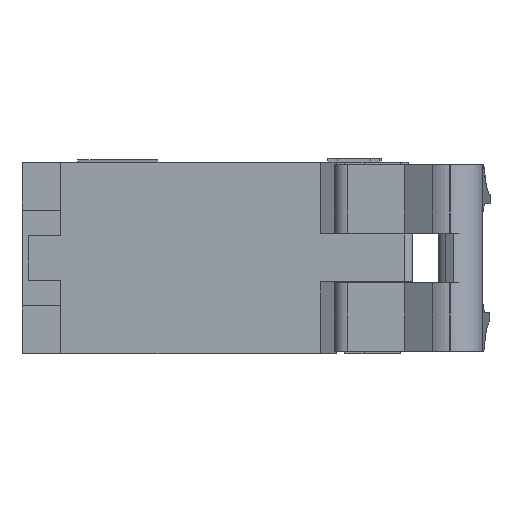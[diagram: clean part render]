
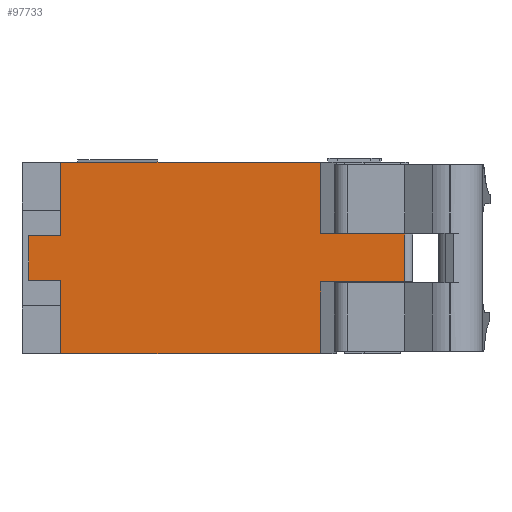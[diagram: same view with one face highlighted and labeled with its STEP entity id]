
A CAD part, left-side view. The second image highlights one B-rep face of the part: STEP entity #97733.
In plain terms, the highlighted planar face has unit normal (-1, 0, 0).
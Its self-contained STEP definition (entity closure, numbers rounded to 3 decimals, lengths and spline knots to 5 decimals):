
#2869=FACE_OUTER_BOUND('',#8064,.T.);
#8064=EDGE_LOOP('',(#61722,#61723,#61724,#61725,#61726,#61727,#61728,#61729,
#61730,#61731,#61732,#61733));
#15034=LINE('',#134966,#26727);
#15049=LINE('',#134997,#26742);
#15050=LINE('',#134999,#26743);
#15051=LINE('',#135001,#26744);
#15052=LINE('',#135003,#26745);
#15053=LINE('',#135005,#26746);
#15054=LINE('',#135007,#26747);
#15055=LINE('',#135009,#26748);
#15056=LINE('',#135011,#26749);
#15057=LINE('',#135013,#26750);
#15058=LINE('',#135015,#26751);
#15059=LINE('',#135016,#26752);
#26727=VECTOR('',#110002,0.3937);
#26742=VECTOR('',#110021,0.3937);
#26743=VECTOR('',#110022,0.3937);
#26744=VECTOR('',#110023,0.3937);
#26745=VECTOR('',#110024,0.3937);
#26746=VECTOR('',#110025,0.3937);
#26747=VECTOR('',#110026,0.3937);
#26748=VECTOR('',#110027,0.3937);
#26749=VECTOR('',#110028,0.3937);
#26750=VECTOR('',#110029,0.3937);
#26751=VECTOR('',#110030,0.3937);
#26752=VECTOR('',#110031,0.3937);
#38461=VERTEX_POINT('',#134963);
#38462=VERTEX_POINT('',#134965);
#38476=VERTEX_POINT('',#134996);
#38477=VERTEX_POINT('',#134998);
#38478=VERTEX_POINT('',#135000);
#38479=VERTEX_POINT('',#135002);
#38480=VERTEX_POINT('',#135004);
#38481=VERTEX_POINT('',#135006);
#38482=VERTEX_POINT('',#135008);
#38483=VERTEX_POINT('',#135010);
#38484=VERTEX_POINT('',#135012);
#38485=VERTEX_POINT('',#135014);
#47293=EDGE_CURVE('',#38462,#38461,#15034,.T.);
#47308=EDGE_CURVE('',#38461,#38476,#15049,.T.);
#47309=EDGE_CURVE('',#38477,#38476,#15050,.T.);
#47310=EDGE_CURVE('',#38477,#38478,#15051,.T.);
#47311=EDGE_CURVE('',#38479,#38478,#15052,.T.);
#47312=EDGE_CURVE('',#38480,#38479,#15053,.T.);
#47313=EDGE_CURVE('',#38481,#38480,#15054,.T.);
#47314=EDGE_CURVE('',#38481,#38482,#15055,.T.);
#47315=EDGE_CURVE('',#38483,#38482,#15056,.T.);
#47316=EDGE_CURVE('',#38483,#38484,#15057,.T.);
#47317=EDGE_CURVE('',#38484,#38485,#15058,.T.);
#47318=EDGE_CURVE('',#38462,#38485,#15059,.T.);
#61722=ORIENTED_EDGE('',*,*,#47293,.T.);
#61723=ORIENTED_EDGE('',*,*,#47308,.T.);
#61724=ORIENTED_EDGE('',*,*,#47309,.F.);
#61725=ORIENTED_EDGE('',*,*,#47310,.T.);
#61726=ORIENTED_EDGE('',*,*,#47311,.F.);
#61727=ORIENTED_EDGE('',*,*,#47312,.F.);
#61728=ORIENTED_EDGE('',*,*,#47313,.F.);
#61729=ORIENTED_EDGE('',*,*,#47314,.T.);
#61730=ORIENTED_EDGE('',*,*,#47315,.F.);
#61731=ORIENTED_EDGE('',*,*,#47316,.T.);
#61732=ORIENTED_EDGE('',*,*,#47317,.T.);
#61733=ORIENTED_EDGE('',*,*,#47318,.F.);
#88862=PLANE('',#103051);
#97733=ADVANCED_FACE('',(#2869),#88862,.T.);
#103051=AXIS2_PLACEMENT_3D('',#134995,#110019,#110020);
#110002=DIRECTION('',(0.,-1.,0.));
#110019=DIRECTION('center_axis',(-1.,0.,0.));
#110020=DIRECTION('ref_axis',(0.,-1.,0.));
#110021=DIRECTION('',(0.,0.,-1.));
#110022=DIRECTION('',(0.,1.,0.));
#110023=DIRECTION('',(0.,0.,1.));
#110024=DIRECTION('',(0.,1.,0.));
#110025=DIRECTION('',(0.,0.,-1.));
#110026=DIRECTION('',(0.,-1.,0.));
#110027=DIRECTION('',(0.,0.,1.));
#110028=DIRECTION('',(0.,-1.,0.));
#110029=DIRECTION('',(0.,0.,-1.));
#110030=DIRECTION('',(0.,1.,0.));
#110031=DIRECTION('',(0.,0.,1.));
#134963=CARTESIAN_POINT('',(-1.16704,0.16006,-0.03036));
#134965=CARTESIAN_POINT('',(-1.16704,0.20006,-0.03036));
#134966=CARTESIAN_POINT('',(-1.16704,0.18293,-0.03036));
#134995=CARTESIAN_POINT('Origin',(-1.16704,0.20006,-0.00236));
#134996=CARTESIAN_POINT('',(-1.16704,0.16006,-0.12236));
#134997=CARTESIAN_POINT('',(-1.16704,0.16006,-0.06236));
#134998=CARTESIAN_POINT('',(-1.16704,-0.16542,-0.12236));
#134999=CARTESIAN_POINT('',(-1.16704,0.20006,-0.12236));
#135000=CARTESIAN_POINT('',(-1.16704,-0.16542,-0.03236));
#135001=CARTESIAN_POINT('',(-1.16704,-0.16542,-0.06236));
#135002=CARTESIAN_POINT('',(-1.16704,-0.27094,-0.03236));
#135003=CARTESIAN_POINT('',(-1.16704,-0.28094,-0.03236));
#135004=CARTESIAN_POINT('',(-1.16704,-0.27094,0.02764));
#135005=CARTESIAN_POINT('',(-1.16704,-0.27094,-0.00236));
#135006=CARTESIAN_POINT('',(-1.16704,-0.16542,0.02764));
#135007=CARTESIAN_POINT('',(-1.16704,-0.16542,0.02764));
#135008=CARTESIAN_POINT('',(-1.16704,-0.16542,0.11764));
#135009=CARTESIAN_POINT('',(-1.16704,-0.16542,0.05764));
#135010=CARTESIAN_POINT('',(-1.16704,0.16006,0.11764));
#135011=CARTESIAN_POINT('',(-1.16704,0.20006,0.11764));
#135012=CARTESIAN_POINT('',(-1.16704,0.16006,0.02564));
#135013=CARTESIAN_POINT('',(-1.16704,0.16006,0.02664));
#135014=CARTESIAN_POINT('',(-1.16704,0.20006,0.02564));
#135015=CARTESIAN_POINT('',(-1.16704,0.18293,0.02564));
#135016=CARTESIAN_POINT('',(-1.16704,0.20006,-0.00236));
